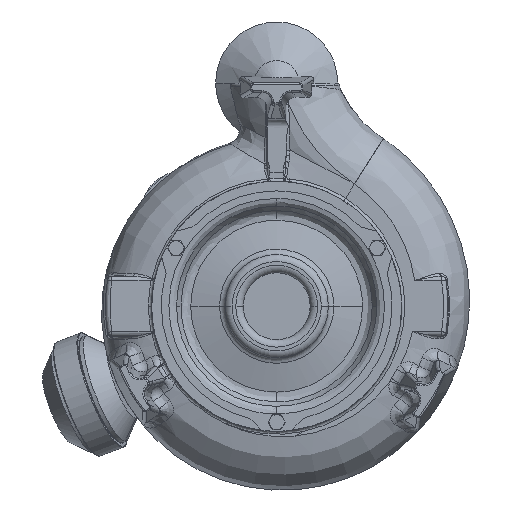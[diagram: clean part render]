
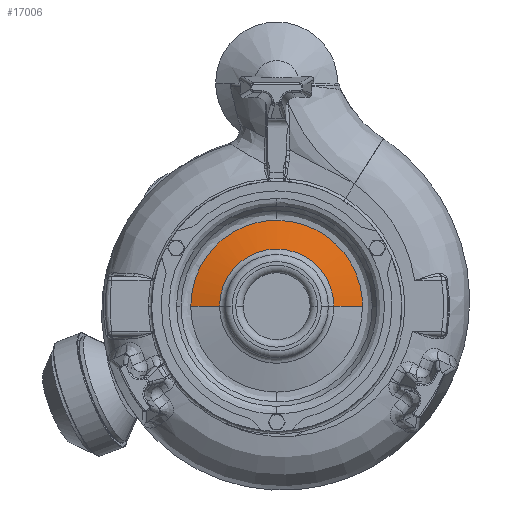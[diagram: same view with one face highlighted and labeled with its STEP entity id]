
A CAD part, front view. The second image highlights one B-rep face of the part: STEP entity #17006.
In plain terms, the highlighted conical face has half-angle 77.32 degrees and reference radius 57.719 mm.
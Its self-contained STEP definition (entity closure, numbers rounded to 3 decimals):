
#1118 = EDGE_CURVE ( 'NONE', #12499, #52743, #31726, .T. ) ;
#1161 = CARTESIAN_POINT ( 'NONE',  ( -32.274, 48.301, -75.645 ) ) ;
#1679 = CARTESIAN_POINT ( 'NONE',  ( -38.406, 0., -79.991 ) ) ;
#2170 = CARTESIAN_POINT ( 'NONE',  ( 57.719, 0., -75.645 ) ) ;
#3871 = EDGE_CURVE ( 'NONE', #38120, #52743, #46945, .T. ) ;
#5337 = CARTESIAN_POINT ( 'NONE',  ( -22.23, 53.669, -75.645 ) ) ;
#5452 = DIRECTION ( 'NONE',  ( 0.976, 0., 0.22 ) ) ;
#8356 = AXIS2_PLACEMENT_3D ( 'NONE', #48676, #14422, #35144 ) ;
#12201 = LINE ( 'NONE', #67134, #28682 ) ;
#12499 = VERTEX_POINT ( 'NONE', #46195 ) ;
#14422 = DIRECTION ( 'NONE',  ( 0., 0., 1. ) ) ;
#15680 = CARTESIAN_POINT ( 'NONE',  ( 57.719, 3.778, -75.645 ) ) ;
#16133 = CARTESIAN_POINT ( 'NONE',  ( 41.077, 41.077, -75.645 ) ) ;
#16569 = CARTESIAN_POINT ( 'NONE',  ( 0., 57.719, -75.645 ) ) ;
#17006 = ADVANCED_FACE ( 'NONE', ( #48449 ), #75533, .T. ) ;
#18433 = CARTESIAN_POINT ( 'NONE',  ( -3.778, 57.719, -75.645 ) ) ;
#18880 = CARTESIAN_POINT ( 'NONE',  ( -57.719, 0., -75.645 ) ) ;
#19322 = CARTESIAN_POINT ( 'NONE',  ( -56.975, 11.333, -75.645 ) ) ;
#20846 = CARTESIAN_POINT ( 'NONE',  ( 57.719, 0., -75.645 ) ) ;
#22458 = CARTESIAN_POINT ( 'NONE',  ( 3.778, 57.719, -75.645 ) ) ;
#23353 = CARTESIAN_POINT ( 'NONE',  ( 11.333, 56.975, -75.645 ) ) ;
#24934 = EDGE_CURVE ( 'NONE', #31164, #12499, #50229, .T. ) ;
#25588 = CIRCLE ( 'NONE', #8356, 38.406 ) ;
#28682 = VECTOR ( 'NONE', #5452, 1000. ) ;
#29948 = ORIENTED_EDGE ( 'NONE', *, *, #65983, .T. ) ;
#31164 = VERTEX_POINT ( 'NONE', #20846 ) ;
#31726 = B_SPLINE_CURVE_WITH_KNOTS ( 'NONE', 3,
 ( #86819, #18433, #60735, #5337, #1161, #88157, #80521, #32835, #19322, #47690, #18880 ),
 .UNSPECIFIED., .F., .F.,
 ( 4, 1, 1, 1, 1, 1, 1, 1, 4 ),
 ( 0., 0.062, 0.125, 0.187, 0.25, 0.312, 0.375, 0.437, 0.5 ),
 .UNSPECIFIED. ) ;
#32835 = CARTESIAN_POINT ( 'NONE',  ( -53.669, 22.23, -75.645 ) ) ;
#35144 = DIRECTION ( 'NONE',  ( 0., -1., 0. ) ) ;
#36843 = CARTESIAN_POINT ( 'NONE',  ( 22.23, 53.669, -75.645 ) ) ;
#37294 = CARTESIAN_POINT ( 'NONE',  ( 48.301, 32.274, -75.645 ) ) ;
#38120 = VERTEX_POINT ( 'NONE', #1679 ) ;
#39582 = AXIS2_PLACEMENT_3D ( 'NONE', #60614, #61050, #81275 ) ;
#42721 = CARTESIAN_POINT ( 'NONE',  ( 53.669, 22.23, -75.645 ) ) ;
#44137 = CARTESIAN_POINT ( 'NONE',  ( -57.719, 0., -75.645 ) ) ;
#46195 = CARTESIAN_POINT ( 'NONE',  ( 0., 57.719, -75.645 ) ) ;
#46420 = ORIENTED_EDGE ( 'NONE', *, *, #24934, .F. ) ;
#46945 = LINE ( 'NONE', #53269, #54201 ) ;
#47690 = CARTESIAN_POINT ( 'NONE',  ( -57.719, 3.778, -75.645 ) ) ;
#48425 = VERTEX_POINT ( 'NONE', #55278 ) ;
#48449 = FACE_OUTER_BOUND ( 'NONE', #87879, .T. ) ;
#48676 = CARTESIAN_POINT ( 'NONE',  ( 0., 0., -79.991 ) ) ;
#50229 = B_SPLINE_CURVE_WITH_KNOTS ( 'NONE', 3,
 ( #2170, #15680, #71466, #42721, #37294, #16133, #71026, #36843, #23353, #22458, #16569 ),
 .UNSPECIFIED., .F., .F.,
 ( 4, 1, 1, 1, 1, 1, 1, 1, 4 ),
 ( 0.5, 0.563, 0.625, 0.688, 0.75, 0.813, 0.875, 0.938, 1. ),
 .UNSPECIFIED. ) ;
#52743 = VERTEX_POINT ( 'NONE', #44137 ) ;
#53269 = CARTESIAN_POINT ( 'NONE',  ( -57.719, 0., -75.645 ) ) ;
#54201 = VECTOR ( 'NONE', #87868, 1000. ) ;
#55278 = CARTESIAN_POINT ( 'NONE',  ( 38.406, 0., -79.991 ) ) ;
#60614 = CARTESIAN_POINT ( 'NONE',  ( 0., 0., -75.645 ) ) ;
#60735 = CARTESIAN_POINT ( 'NONE',  ( -11.333, 56.975, -75.645 ) ) ;
#61050 = DIRECTION ( 'NONE',  ( 0., 0., 1. ) ) ;
#65983 = EDGE_CURVE ( 'NONE', #48425, #38120, #25588, .T. ) ;
#67134 = CARTESIAN_POINT ( 'NONE',  ( 57.719, 0., -75.645 ) ) ;
#69506 = EDGE_CURVE ( 'NONE', #48425, #31164, #12201, .T. ) ;
#69543 = ORIENTED_EDGE ( 'NONE', *, *, #69506, .F. ) ;
#71026 = CARTESIAN_POINT ( 'NONE',  ( 32.274, 48.301, -75.645 ) ) ;
#71466 = CARTESIAN_POINT ( 'NONE',  ( 56.975, 11.333, -75.645 ) ) ;
#71553 = ORIENTED_EDGE ( 'NONE', *, *, #3871, .T. ) ;
#75533 = CONICAL_SURFACE ( 'NONE', #39582, 57.719, 1.349 ) ;
#77720 = ORIENTED_EDGE ( 'NONE', *, *, #1118, .F. ) ;
#80521 = CARTESIAN_POINT ( 'NONE',  ( -48.301, 32.274, -75.645 ) ) ;
#81275 = DIRECTION ( 'NONE',  ( 1., 0., 0. ) ) ;
#86819 = CARTESIAN_POINT ( 'NONE',  ( 0., 57.719, -75.645 ) ) ;
#87868 = DIRECTION ( 'NONE',  ( -0.976, 0., 0.22 ) ) ;
#87879 = EDGE_LOOP ( 'NONE', ( #29948, #71553, #77720, #46420, #69543 ) ) ;
#88157 = CARTESIAN_POINT ( 'NONE',  ( -41.077, 41.077, -75.645 ) ) ;
